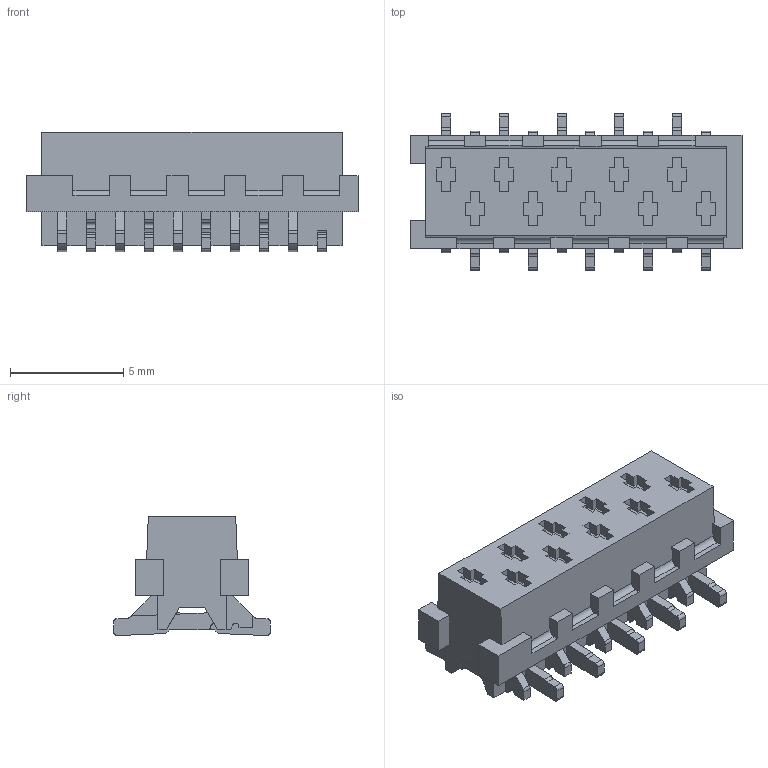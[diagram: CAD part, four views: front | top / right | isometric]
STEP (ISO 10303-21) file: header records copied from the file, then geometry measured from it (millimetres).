
FILE_DESCRIPTION((''),'2;1');
FILE_NAME('TYCO_8-188275-0-MM10FS','2009-06-18T',('dburnier'),(''),'PRO/ENGINEER BY PARAMETRIC TECHNOLOGY CORPORATION, 2008410','PRO/ENGINEER BY PARAMETRIC TECHNOLOGY CORPORATION, 2008410','');
FILE_SCHEMA(('AUTOMOTIVE_DESIGN_CC2 { 1 2 10303 214 -1 1 5 2 }'));
Length unit declared in the file: millimetre
Products named in the file (1): TYCO_8-188275-0-MM10FS
Bounding box: 14.63 x 6.9 x 5.25 mm (x, y, z)
Volume: 252.9 mm3; surface area: 492 mm2
Topology: 1 solids, 1 shells, 560 faces, 1682 edges, 1100 vertices
Faces by surface type: plane 452, cylinder 108
Entity records: 26722 total; most frequent: ORIENTED_EDGE 3364, CARTESIAN_POINT 3342, DIRECTION 3050, PRESENTATION_STYLE_ASSIGNMENT 1921, STYLED_ITEM 1683, CURVE_STYLE 1682, EDGE_CURVE 1682, VECTOR 1434
